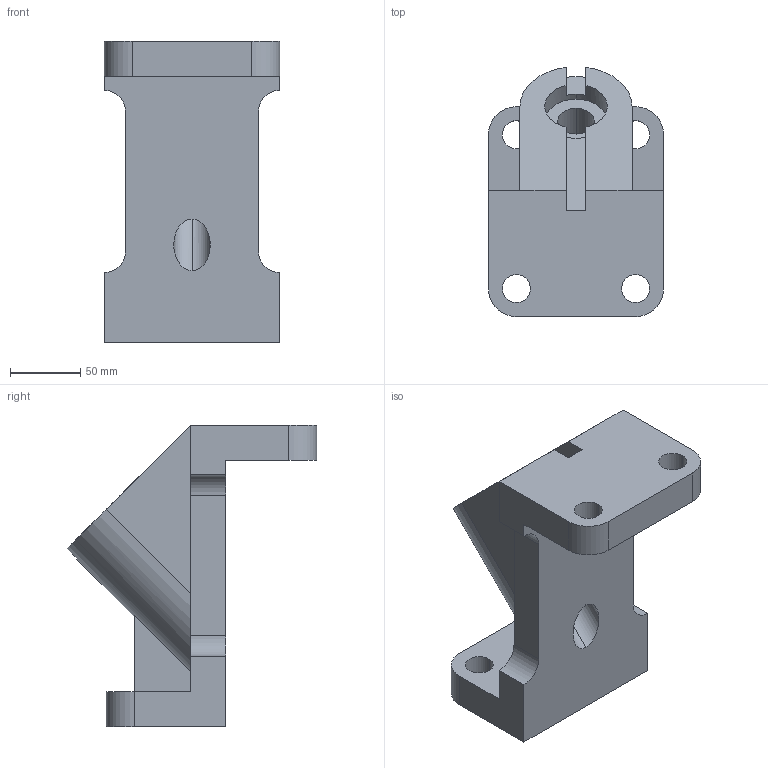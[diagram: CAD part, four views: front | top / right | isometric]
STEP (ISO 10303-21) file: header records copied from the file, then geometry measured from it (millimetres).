
FILE_DESCRIPTION (( 'STEP AP214' ), '1' );
FILE_NAME ('Part04.STEP', '2025-03-03T12:46:56', ( '' ), ( '' ), 'SwSTEP 2.0', 'SolidWorks 2024', '' );
FILE_SCHEMA (( 'AUTOMOTIVE_DESIGN' ));
Length unit declared in the file: millimetre
Products named in the file (1): Part04
Bounding box: 125 x 177.95 x 215 mm (x, y, z)
Volume: 1403882.3 mm3; surface area: 133727 mm2
Topology: 1 solids, 1 shells, 60 faces, 164 edges, 106 vertices
Faces by surface type: plane 29, cylinder 21, cone 10
Entity records: 1950 total; most frequent: CARTESIAN_POINT 358, DIRECTION 332, ORIENTED_EDGE 328, EDGE_CURVE 164, AXIS2_PLACEMENT_3D 116, VERTEX_POINT 106, VECTOR 100, LINE 100
